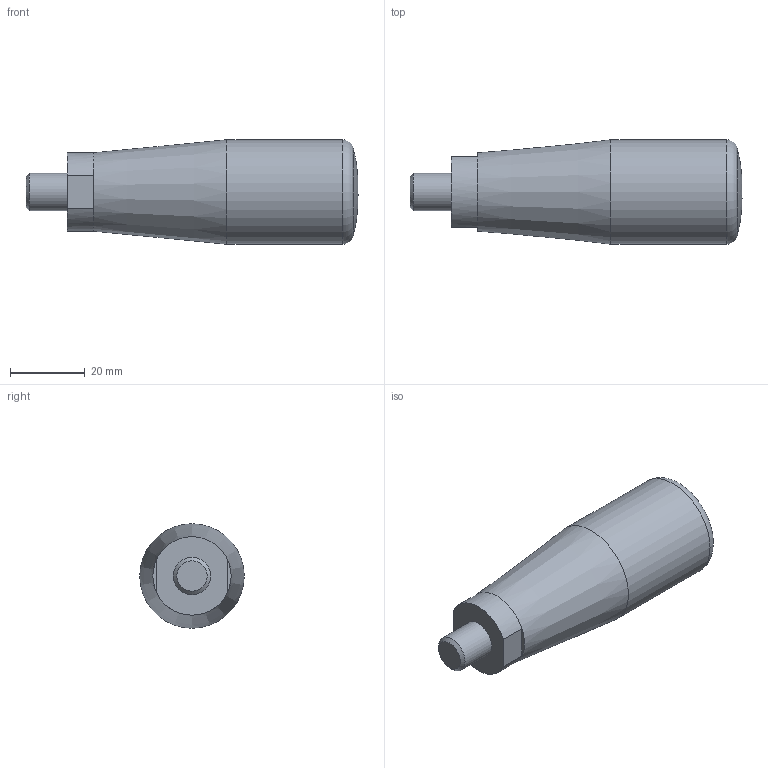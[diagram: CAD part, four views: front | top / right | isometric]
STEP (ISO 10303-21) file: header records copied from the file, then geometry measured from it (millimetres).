
FILE_DESCRIPTION( ( 'STEP AP214' ), '1' );
FILE_NAME( 'K0170.1310011.stp', '2020-11-26T10:50:47', ( '' ), ( '' ), ' ', 'PARTsolutions', ' ' );
FILE_SCHEMA( ( 'AUTOMOTIVE_DESIGN { 1 0 10303 214 1 1 1 1 }' ) );
Length unit declared in the file: millimetre
Products named in the file (1): _K0170.1310011
Bounding box: 89.04 x 28 x 28 mm (x, y, z)
Volume: 41249.5 mm3; surface area: 7399.9 mm2
Topology: 1 solids, 1 shells, 13 faces, 28 edges, 17 vertices
Faces by surface type: plane 6, cylinder 3, cone 2, torus 1, bspline 1
Full cylindrical faces by diameter (mm): 10 x1, 21 x1, 28 x1
Entity records: 447 total; most frequent: CARTESIAN_POINT 76, DIRECTION 56, ORIENTED_EDGE 38, AXIS2_PLACEMENT_3D 24, EDGE_LOOP 20, EDGE_CURVE 19, FACE_OUTER_BOUND 17, VERTEX_POINT 16
